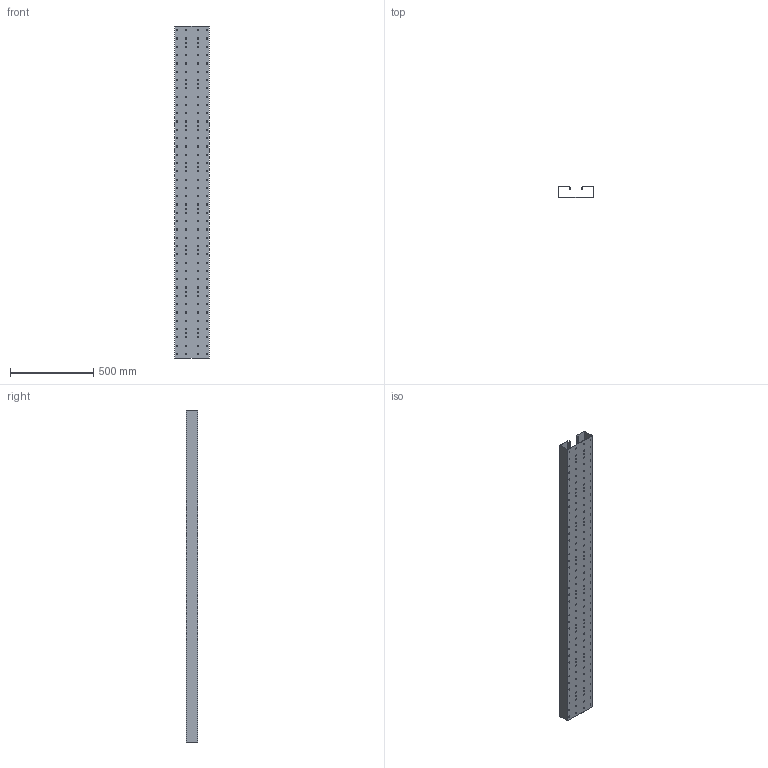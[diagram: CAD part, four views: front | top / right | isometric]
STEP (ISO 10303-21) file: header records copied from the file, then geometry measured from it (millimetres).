
FILE_DESCRIPTION((''),'2;1');
FILE_NAME('BRS652101KUN','2022-09-15T10:27:59',('a.koch'),(''),'CREO PARAMETRIC BY PTC INC, 2022162','CREO PARAMETRIC BY PTC INC, 2022162','');
FILE_SCHEMA(('AUTOMOTIVE_DESIGN { 1 0 10303 214 1 1 1 1 }'));
Length unit declared in the file: millimetre
Products named in the file (1): BRS652101KUN
Bounding box: 210 x 68 x 2000 mm (x, y, z)
Volume: 1069085.1 mm3; surface area: 2147876.9 mm2
Topology: 1 solids, 1 shells, 1658 faces, 4968 edges, 3312 vertices
Faces by surface type: plane 1626, cylinder 32
Entity records: 55628 total; most frequent: CARTESIAN_POINT 9940, ORIENTED_EDGE 9936, DIRECTION 8348, EDGE_CURVE 4968, VECTOR 4904, LINE 4904, VERTEX_POINT 3312, EDGE_LOOP 2010
